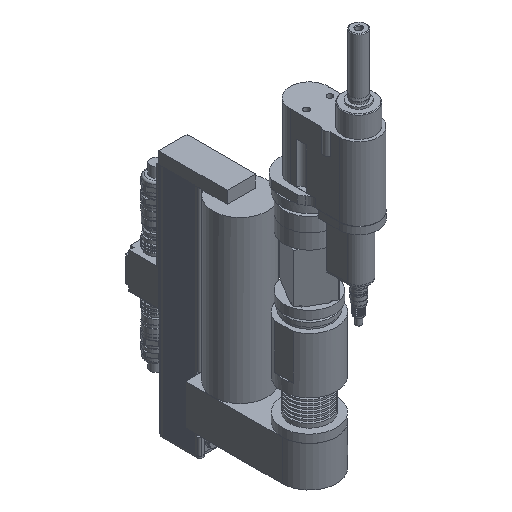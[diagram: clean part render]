
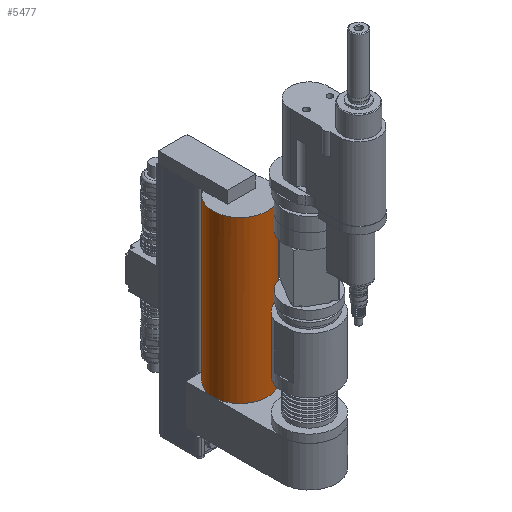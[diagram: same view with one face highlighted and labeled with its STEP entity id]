
A CAD part, isometric view. The second image highlights one B-rep face of the part: STEP entity #5477.
In plain terms, the highlighted cylindrical face has radius 40 mm (diameter 80 mm), a full revolution.
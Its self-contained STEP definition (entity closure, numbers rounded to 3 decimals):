
#5226=CARTESIAN_POINT('',(-40.0,-68.9,108.5));
#5227=VERTEX_POINT('',#5226);
#5228=CARTESIAN_POINT('',(0.0,-68.9,108.5));
#5229=DIRECTION('',(0.0,0.0,1.0));
#5230=DIRECTION('',(1.0,0.0,0.0));
#5231=AXIS2_PLACEMENT_3D('',#5228,#5229,#5230);
#5232=CIRCLE('',#5231,40.0);
#5233=EDGE_CURVE('',#5227,#5227,#5232,.T.);
#5449=CARTESIAN_POINT('',(0.0,-68.9,346.5));
#5450=DIRECTION('',(0.0,0.0,-1.0));
#5451=DIRECTION('',(1.0,0.0,0.0));
#5452=AXIS2_PLACEMENT_3D('',#5449,#5450,#5451);
#5453=CYLINDRICAL_SURFACE('',#5452,40.0);
#5454=ORIENTED_EDGE('',*,*,#5233,.T.);
#5455=EDGE_LOOP('',(#5454));
#5456=FACE_OUTER_BOUND('',#5455,.T.);
#5457=CARTESIAN_POINT('',(-20.85,-34.764,346.5));
#5458=VERTEX_POINT('',#5457);
#5459=CARTESIAN_POINT('',(20.85,-34.764,346.5));
#5460=VERTEX_POINT('',#5459);
#5461=CARTESIAN_POINT('',(0.0,-68.9,346.5));
#5462=DIRECTION('',(0.0,0.0,1.0));
#5463=DIRECTION('',(1.0,0.0,0.0));
#5464=AXIS2_PLACEMENT_3D('',#5461,#5462,#5463);
#5465=CIRCLE('',#5464,40.0);
#5466=EDGE_CURVE('',#5458,#5460,#5465,.T.);
#5467=ORIENTED_EDGE('',*,*,#5466,.F.);
#5468=CARTESIAN_POINT('',(0.0,-68.9,346.5));
#5469=DIRECTION('',(0.0,0.0,1.0));
#5470=DIRECTION('',(1.0,0.0,0.0));
#5471=AXIS2_PLACEMENT_3D('',#5468,#5469,#5470);
#5472=CIRCLE('',#5471,40.0);
#5473=EDGE_CURVE('',#5460,#5458,#5472,.T.);
#5474=ORIENTED_EDGE('',*,*,#5473,.F.);
#5475=EDGE_LOOP('',(#5467,#5474));
#5476=FACE_BOUND('',#5475,.T.);
#5477=ADVANCED_FACE('',(#5456,#5476),#5453,.T.);
